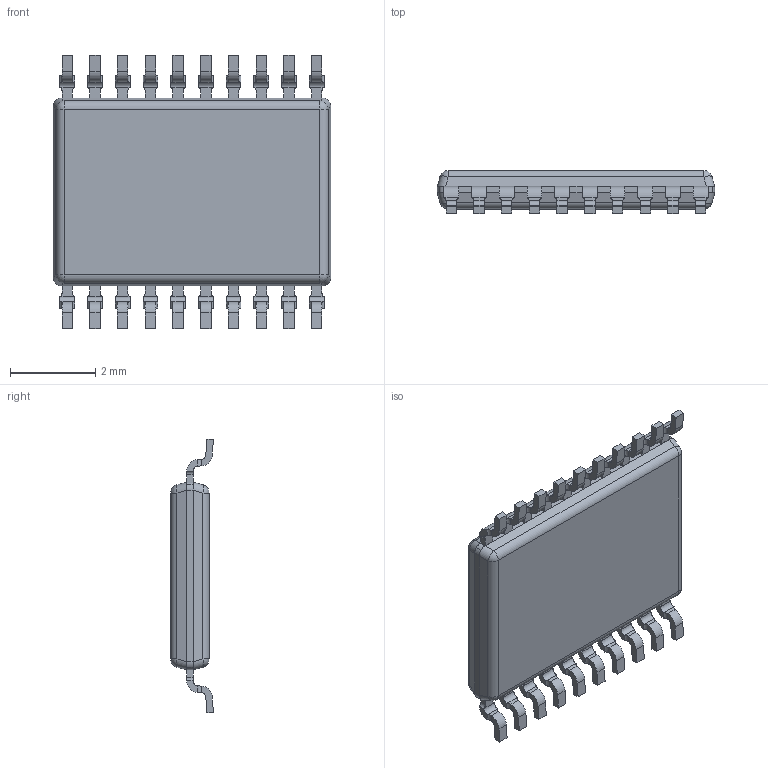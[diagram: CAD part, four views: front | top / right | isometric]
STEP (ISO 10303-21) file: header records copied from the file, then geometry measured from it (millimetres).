
FILE_DESCRIPTION (( '3D model for products with SOT360-1 package' ), '1' );
FILE_NAME ('SOT360-1.STEP', '2019-11-22T02:05:23', ( 'Packaging R&D' ), ( 'Nexperia' ), 'SwSTEP 2.0', 'SolidWorks 2019', '' );
FILE_SCHEMA (( 'AUTOMOTIVE_DESIGN' ));
Length unit declared in the file: millimetre
Products named in the file (4): SOT360-1 Lower Mold body; SOT360-1 Lead; SOT360-1; SOT360-1 Upper Mold body
Assembly tree (3 placements, depth 2):
  SOT360-1
    SOT360-1 Lower Mold body
    SOT360-1 Lead
    SOT360-1 Upper Mold body
Bounding box: 6.5 x 1 x 6.42 mm (x, y, z)
Volume: 25.7 mm3; surface area: 151.6 mm2
Topology: 22 solids, 22 shells, 523 faces, 1239 edges, 756 vertices
Faces by surface type: plane 312, cylinder 193, bspline 8, sphere 8, torus 2
Entity records: 19833 total; most frequent: CARTESIAN_POINT 2872, DIRECTION 2555, ORIENTED_EDGE 2462, EDGE_CURVE 1231, AXIS2_PLACEMENT_3D 903, VERTEX_POINT 756, LINE 749, VECTOR 749
